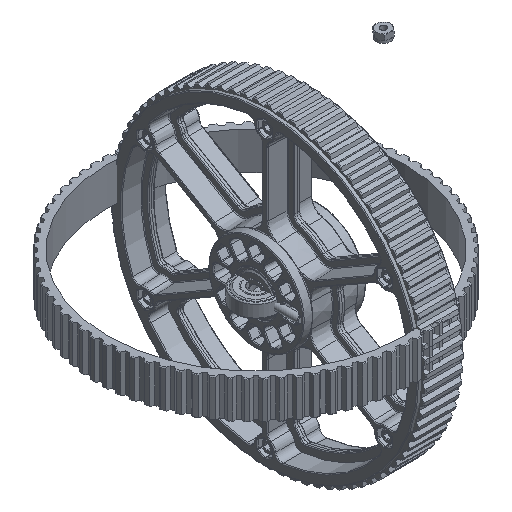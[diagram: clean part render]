
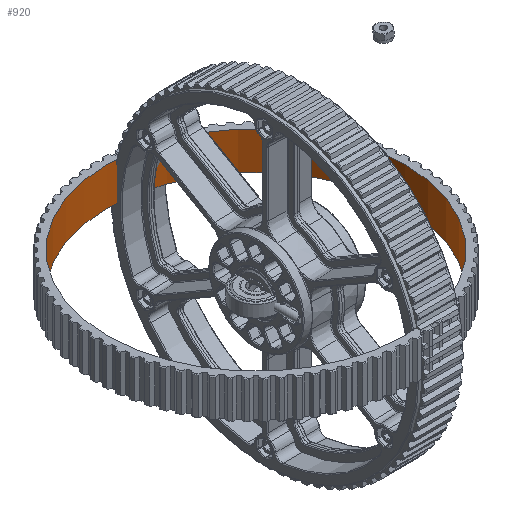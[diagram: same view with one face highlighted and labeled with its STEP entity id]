
A CAD part, isometric view. The second image highlights one B-rep face of the part: STEP entity #920.
In plain terms, the highlighted cylindrical face has radius 99.314 mm (diameter 198.628 mm), a full revolution.
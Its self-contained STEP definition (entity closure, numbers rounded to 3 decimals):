
#920 = ADVANCED_FACE( '', ( #3019, #3020 ), #3021, .F. );
#3019 = FACE_OUTER_BOUND( '', #6271, .T. );
#3020 = FACE_OUTER_BOUND( '', #6272, .T. );
#3021 = CYLINDRICAL_SURFACE( '', #6273, 99.314 );
#6271 = EDGE_LOOP( '', ( #15771 ) );
#6272 = EDGE_LOOP( '', ( #15772 ) );
#6273 = AXIS2_PLACEMENT_3D( '', #15773, #15774, #15775 );
#15771 = ORIENTED_EDGE( '', *, *, #23419, .F. );
#15772 = ORIENTED_EDGE( '', *, *, #23741, .T. );
#15773 = CARTESIAN_POINT( '', ( 0., 0., 25.4 ) );
#15774 = DIRECTION( '', ( 0., 0., 1. ) );
#15775 = DIRECTION( '', ( -1., 0., 0. ) );
#23419 = EDGE_CURVE( '', #27559, #27559, #27560, .T. );
#23741 = EDGE_CURVE( '', #28199, #28199, #28200, .T. );
#27559 = VERTEX_POINT( '', #33917 );
#27560 = CIRCLE( '', #33918, 99.314 );
#28199 = VERTEX_POINT( '', #34801 );
#28200 = CIRCLE( '', #34802, 99.314 );
#33917 = CARTESIAN_POINT( '', ( 99.314, 0., 25.4 ) );
#33918 = AXIS2_PLACEMENT_3D( '', #43239, #43240, #43241 );
#34801 = CARTESIAN_POINT( '', ( 99.314, 0., 0. ) );
#34802 = AXIS2_PLACEMENT_3D( '', #43723, #43724, #43725 );
#43239 = CARTESIAN_POINT( '', ( 0., 0., 25.4 ) );
#43240 = DIRECTION( '', ( 0., 0., -1. ) );
#43241 = DIRECTION( '', ( 1., 0., 0. ) );
#43723 = CARTESIAN_POINT( '', ( 0., 0., 0. ) );
#43724 = DIRECTION( '', ( 0., 0., -1. ) );
#43725 = DIRECTION( '', ( 1., 0., 0. ) );
